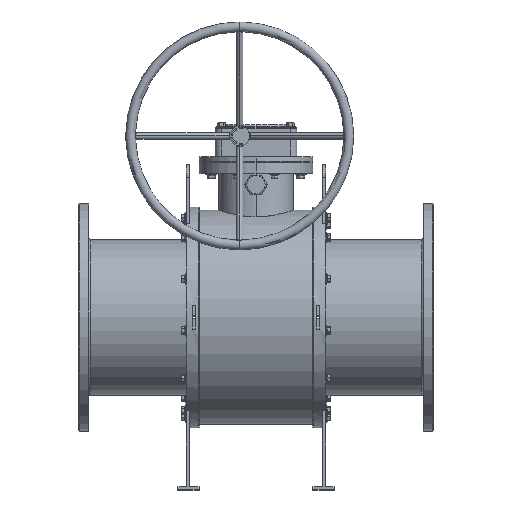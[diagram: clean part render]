
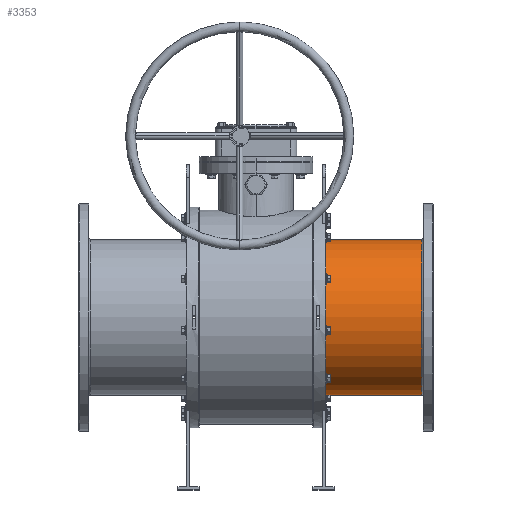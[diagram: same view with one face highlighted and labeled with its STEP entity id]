
A CAD part, top view. The second image highlights one B-rep face of the part: STEP entity #3353.
In plain terms, the highlighted cylindrical face has radius 239.1 mm (diameter 478.2 mm), a partial arc.
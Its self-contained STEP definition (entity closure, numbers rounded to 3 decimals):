
#227 = ORIENTED_EDGE ( 'NONE', *, *, #3955, .T. ) ;
#1799 = VERTEX_POINT ( 'NONE', #6318 ) ;
#2066 = CYLINDRICAL_SURFACE ( 'NONE', #11892, 239.1 ) ;
#2219 = DIRECTION ( 'NONE',  ( -1., 0., 0. ) ) ;
#2682 = DIRECTION ( 'NONE',  ( 0., 0., -1. ) ) ;
#3353 = ADVANCED_FACE ( 'NONE', ( #25776 ), #2066, .T. ) ;
#3476 = CIRCLE ( 'NONE', #18970, 239.1 ) ;
#3560 = CARTESIAN_POINT ( 'NONE',  ( 509., 239.1, 0. ) ) ;
#3665 = CARTESIAN_POINT ( 'NONE',  ( -546., 239.1, 0. ) ) ;
#3955 = EDGE_CURVE ( 'NONE', #14087, #1799, #3476, .T. ) ;
#4898 = ORIENTED_EDGE ( 'NONE', *, *, #18263, .F. ) ;
#5880 = LINE ( 'NONE', #3665, #13625 ) ;
#6318 = CARTESIAN_POINT ( 'NONE',  ( 215., -239.1, 0. ) ) ;
#6983 = DIRECTION ( 'NONE',  ( 0., 1., 0. ) ) ;
#8398 = AXIS2_PLACEMENT_3D ( 'NONE', #23909, #18309, #6983 ) ;
#10394 = LINE ( 'NONE', #20798, #19455 ) ;
#11762 = ORIENTED_EDGE ( 'NONE', *, *, #13003, .T. ) ;
#11892 = AXIS2_PLACEMENT_3D ( 'NONE', #16770, #27297, #15104 ) ;
#12006 = EDGE_LOOP ( 'NONE', ( #25032, #11762, #227, #4898 ) ) ;
#12064 = CARTESIAN_POINT ( 'NONE',  ( 509., -239.1, 0. ) ) ;
#12436 = VERTEX_POINT ( 'NONE', #12064 ) ;
#13003 = EDGE_CURVE ( 'NONE', #13511, #14087, #5880, .T. ) ;
#13511 = VERTEX_POINT ( 'NONE', #3560 ) ;
#13625 = VECTOR ( 'NONE', #24741, 1000. ) ;
#13640 = DIRECTION ( 'NONE',  ( 1., 0., 0. ) ) ;
#14087 = VERTEX_POINT ( 'NONE', #14136 ) ;
#14136 = CARTESIAN_POINT ( 'NONE',  ( 215., 239.1, 0. ) ) ;
#15104 = DIRECTION ( 'NONE',  ( 0., -1., 0. ) ) ;
#16770 = CARTESIAN_POINT ( 'NONE',  ( -546., 0., 0. ) ) ;
#17655 = CARTESIAN_POINT ( 'NONE',  ( 215., 0., 0. ) ) ;
#18118 = EDGE_CURVE ( 'NONE', #12436, #13511, #18565, .T. ) ;
#18263 = EDGE_CURVE ( 'NONE', #12436, #1799, #10394, .T. ) ;
#18309 = DIRECTION ( 'NONE',  ( -1., 0., 0. ) ) ;
#18565 = CIRCLE ( 'NONE', #8398, 239.1 ) ;
#18970 = AXIS2_PLACEMENT_3D ( 'NONE', #17655, #13640, #2682 ) ;
#19455 = VECTOR ( 'NONE', #2219, 1000. ) ;
#20798 = CARTESIAN_POINT ( 'NONE',  ( -546., -239.1, 0. ) ) ;
#23909 = CARTESIAN_POINT ( 'NONE',  ( 509., 0., 0. ) ) ;
#24741 = DIRECTION ( 'NONE',  ( -1., 0., 0. ) ) ;
#25032 = ORIENTED_EDGE ( 'NONE', *, *, #18118, .T. ) ;
#25776 = FACE_OUTER_BOUND ( 'NONE', #12006, .T. ) ;
#27297 = DIRECTION ( 'NONE',  ( -1., 0., 0. ) ) ;
